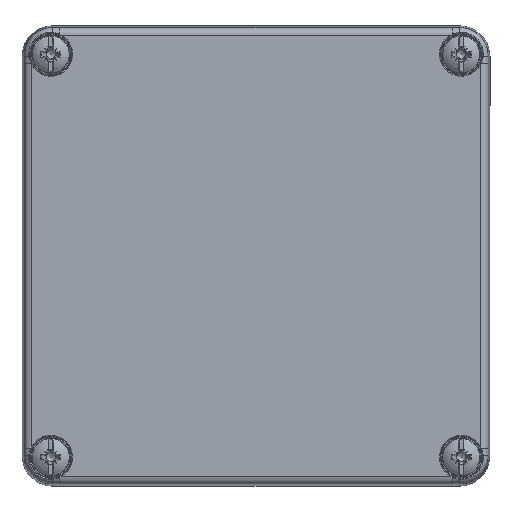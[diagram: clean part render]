
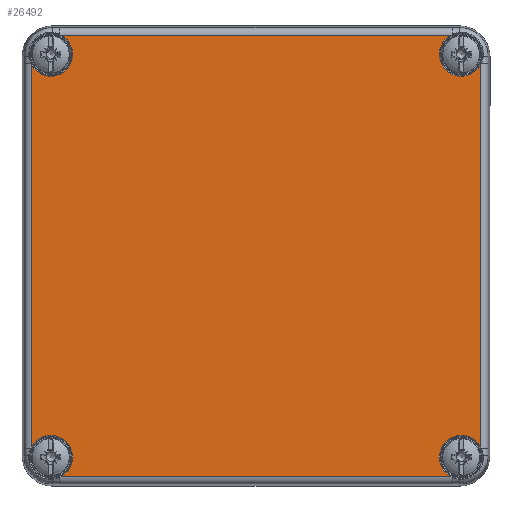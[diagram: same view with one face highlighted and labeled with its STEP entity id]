
A CAD part, top view. The second image highlights one B-rep face of the part: STEP entity #26492.
In plain terms, the highlighted face is planar.
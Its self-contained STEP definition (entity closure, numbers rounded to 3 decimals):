
#3339=LINE('',#48414,#5149);
#3340=LINE('',#48423,#5150);
#3341=LINE('',#48427,#5151);
#3342=LINE('',#48431,#5152);
#5149=VECTOR('',#35381,10.);
#5150=VECTOR('',#35386,10.);
#5151=VECTOR('',#35389,10.);
#5152=VECTOR('',#35392,10.);
#5829=PLANE('',#28996);
#7184=FACE_OUTER_BOUND('',#8911,.T.);
#8911=EDGE_LOOP('',(#23248,#23249,#23250,#23251,#23252,#23253,#23254,#23255));
#10253=CIRCLE('',#28990,5.697);
#10257=CIRCLE('',#28997,5.697);
#10258=CIRCLE('',#28998,5.697);
#10259=CIRCLE('',#28999,5.697);
#12606=VERTEX_POINT('',#48356);
#12607=VERTEX_POINT('',#48358);
#12608=VERTEX_POINT('',#48413);
#12610=VERTEX_POINT('',#48422);
#12611=VERTEX_POINT('',#48424);
#12612=VERTEX_POINT('',#48426);
#12613=VERTEX_POINT('',#48428);
#12614=VERTEX_POINT('',#48430);
#16207=EDGE_CURVE('',#12607,#12606,#10253,.T.);
#16212=EDGE_CURVE('',#12606,#12608,#3339,.T.);
#16215=EDGE_CURVE('',#12610,#12607,#3340,.T.);
#16216=EDGE_CURVE('',#12611,#12610,#10257,.T.);
#16217=EDGE_CURVE('',#12612,#12611,#3341,.T.);
#16218=EDGE_CURVE('',#12613,#12612,#10258,.T.);
#16219=EDGE_CURVE('',#12614,#12613,#3342,.T.);
#16220=EDGE_CURVE('',#12608,#12614,#10259,.T.);
#23248=ORIENTED_EDGE('',*,*,#16207,.F.);
#23249=ORIENTED_EDGE('',*,*,#16215,.F.);
#23250=ORIENTED_EDGE('',*,*,#16216,.F.);
#23251=ORIENTED_EDGE('',*,*,#16217,.F.);
#23252=ORIENTED_EDGE('',*,*,#16218,.F.);
#23253=ORIENTED_EDGE('',*,*,#16219,.F.);
#23254=ORIENTED_EDGE('',*,*,#16220,.F.);
#23255=ORIENTED_EDGE('',*,*,#16212,.F.);
#26492=ADVANCED_FACE('',(#7184),#5829,.F.);
#28990=AXIS2_PLACEMENT_3D('',#48360,#35371,#35372);
#28996=AXIS2_PLACEMENT_3D('',#48421,#35384,#35385);
#28997=AXIS2_PLACEMENT_3D('',#48425,#35387,#35388);
#28998=AXIS2_PLACEMENT_3D('',#48429,#35390,#35391);
#28999=AXIS2_PLACEMENT_3D('',#48432,#35393,#35394);
#35371=DIRECTION('center_axis',(0.,0.,-1.));
#35372=DIRECTION('ref_axis',(0.707,-0.707,0.));
#35381=DIRECTION('',(0.,-1.,0.));
#35384=DIRECTION('center_axis',(0.,0.,1.));
#35385=DIRECTION('ref_axis',(1.,0.,0.));
#35386=DIRECTION('',(-1.,0.,0.));
#35387=DIRECTION('center_axis',(0.,0.,-1.));
#35388=DIRECTION('ref_axis',(-0.707,-0.707,0.));
#35389=DIRECTION('',(0.,1.,0.));
#35390=DIRECTION('center_axis',(0.,0.,-1.));
#35391=DIRECTION('ref_axis',(-0.707,0.707,0.));
#35392=DIRECTION('',(1.,0.,0.));
#35393=DIRECTION('center_axis',(0.,0.,-1.));
#35394=DIRECTION('ref_axis',(0.707,0.707,0.));
#48356=CARTESIAN_POINT('',(-58.467,49.711,-32.5));
#48358=CARTESIAN_POINT('',(-50.711,57.467,-32.5));
#48360=CARTESIAN_POINT('Origin',(-53.5,52.5,-32.5));
#48413=CARTESIAN_POINT('',(-58.467,-49.711,-32.5));
#48414=CARTESIAN_POINT('',(-58.467,26.,-32.5));
#48421=CARTESIAN_POINT('Origin',(0.,0.,
-32.5));
#48422=CARTESIAN_POINT('',(50.711,57.467,-32.5));
#48423=CARTESIAN_POINT('',(26.5,57.467,-32.5));
#48424=CARTESIAN_POINT('',(58.467,49.711,-32.5));
#48425=CARTESIAN_POINT('Origin',(53.5,52.5,-32.5));
#48426=CARTESIAN_POINT('',(58.467,-49.711,-32.5));
#48427=CARTESIAN_POINT('',(58.467,-26.,-32.5));
#48428=CARTESIAN_POINT('',(50.711,-57.467,-32.5));
#48429=CARTESIAN_POINT('Origin',(53.5,-52.5,-32.5));
#48430=CARTESIAN_POINT('',(-50.711,-57.467,-32.5));
#48431=CARTESIAN_POINT('',(-26.5,-57.467,-32.5));
#48432=CARTESIAN_POINT('Origin',(-53.5,-52.5,-32.5));
